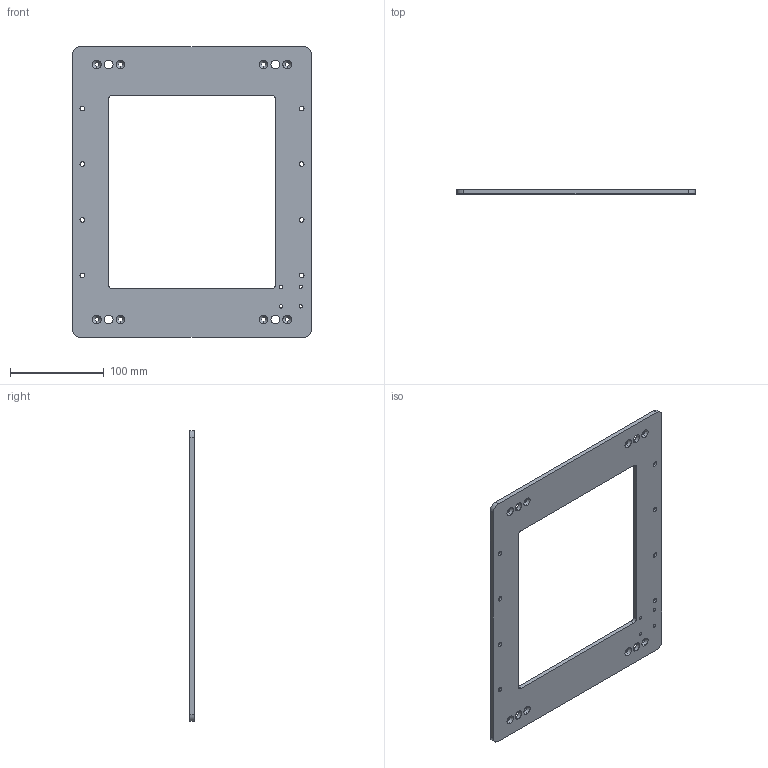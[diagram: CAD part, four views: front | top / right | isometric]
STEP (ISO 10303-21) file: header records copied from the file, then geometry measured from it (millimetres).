
FILE_DESCRIPTION (( 'STEP AP214' ), '1' );
FILE_NAME ('2014012-.stp', '2020-09-07T17:19:38', ( '' ), ( '' ), 'SwSTEP 2.0', 'SolidWorks 2019', '' );
FILE_SCHEMA (( 'AUTOMOTIVE_DESIGN' ));
Length unit declared in the file: inch
Products named in the file (1): 2014012-
Bounding box: 254 x 4.57 x 309.88 mm (x, y, z)
Volume: 188782.3 mm3; surface area: 93181.9 mm2
Topology: 1 solids, 1 shells, 98 faces, 256 edges, 160 vertices
Faces by surface type: cylinder 56, cone 32, plane 10
Entity records: 3188 total; most frequent: DIRECTION 598, CARTESIAN_POINT 515, ORIENTED_EDGE 512, EDGE_CURVE 256, AXIS2_PLACEMENT_3D 243, VERTEX_POINT 160, EDGE_LOOP 148, CIRCLE 144
